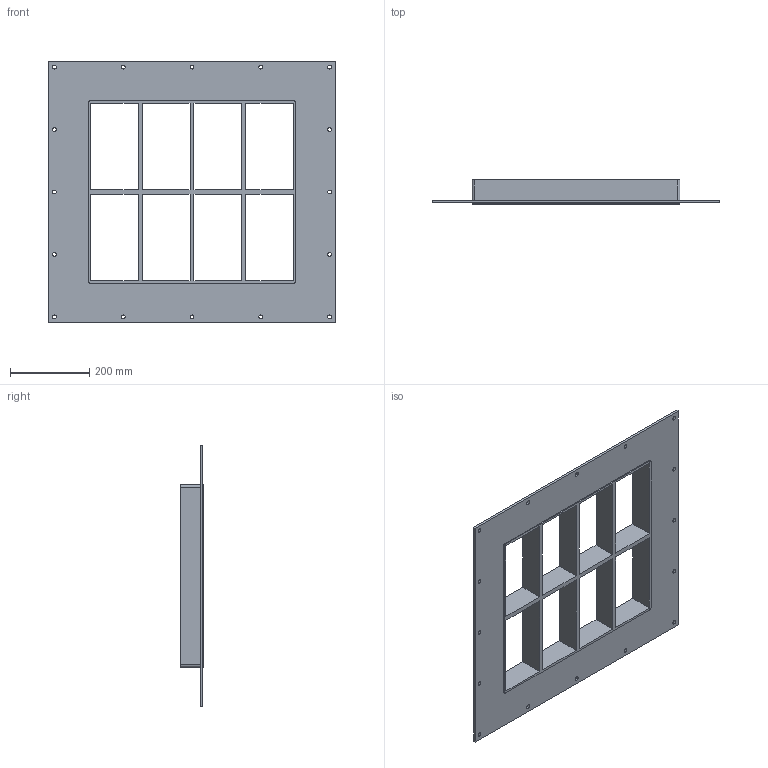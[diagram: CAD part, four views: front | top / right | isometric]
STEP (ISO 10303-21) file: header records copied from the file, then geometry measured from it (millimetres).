
FILE_DESCRIPTION((''),'2;1');
FILE_NAME('GHFL1006+6X4.stp','2014-03-10T22:17:51',(''),(''),'Autodesk Inventor 2013','Autodesk Inventor 2013','');
FILE_SCHEMA(('AUTOMOTIVE_DESIGN { 1 0 10303 214 1 1 1 1 }'));
Length unit declared in the file: millimetre
Products named in the file (1): GH FL100
Bounding box: 724 x 60 x 660 mm (x, y, z)
Volume: 3264871.4 mm3; surface area: 983162.4 mm2
Topology: 1 solids, 1 shells, 72 faces, 220 edges, 152 vertices
Faces by surface type: plane 48, cylinder 24
Full cylindrical faces by diameter (mm): 10 x16
Entity records: 2378 total; most frequent: CARTESIAN_POINT 397, DIRECTION 382, ORIENTED_EDGE 376, EDGE_CURVE 188, VECTOR 140, LINE 140, EDGE_LOOP 138, VERTEX_POINT 136
